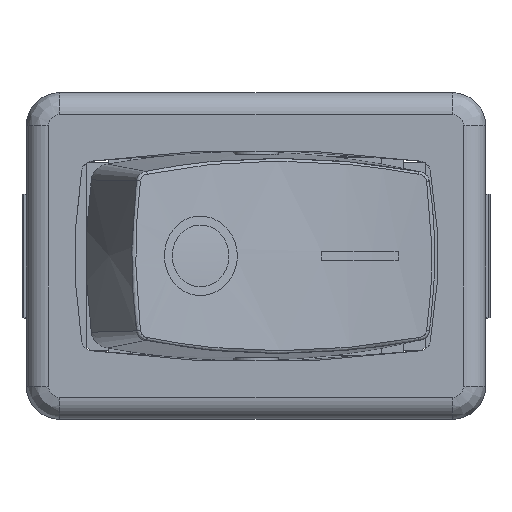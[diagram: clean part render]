
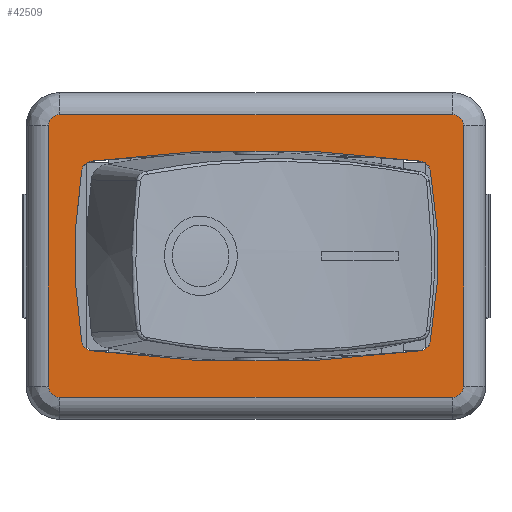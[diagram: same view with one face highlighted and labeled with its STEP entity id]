
A CAD part, top view. The second image highlights one B-rep face of the part: STEP entity #42509.
In plain terms, the highlighted planar face has unit normal (0, 0, 1).
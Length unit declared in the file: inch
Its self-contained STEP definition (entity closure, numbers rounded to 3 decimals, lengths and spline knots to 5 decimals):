
#33541=CARTESIAN_POINT('',(0.29401,-0.16911,0.62992));
#33542=VERTEX_POINT('',#33541);
#33549=CARTESIAN_POINT('',(0.31071,-0.15309,0.62992));
#33550=VERTEX_POINT('',#33549);
#33551=CARTESIAN_POINT('',(0.29134,-0.14961,0.62992));
#33552=DIRECTION('',(0.0,0.0,-1.0));
#33553=DIRECTION('',(-0.136,0.991,0.0));
#33554=AXIS2_PLACEMENT_3D('',#33551,#33552,#33553);
#33555=CIRCLE('',#33554,0.01969);
#33556=EDGE_CURVE('',#33550,#33542,#33555,.T.);
#33592=CARTESIAN_POINT('',(-0.29401,-0.16911,0.62992));
#33593=VERTEX_POINT('',#33592);
#33600=CARTESIAN_POINT('',(0.,1.97619,0.62992));
#33601=DIRECTION('',(0.0,0.0,-1.0));
#33602=DIRECTION('',(0.136,0.991,0.0));
#33603=AXIS2_PLACEMENT_3D('',#33600,#33601,#33602);
#33604=CIRCLE('',#33603,2.16535);
#33605=EDGE_CURVE('',#33542,#33593,#33604,.T.);
#33768=CARTESIAN_POINT('',(-0.31077,-0.15275,0.62992));
#33769=VERTEX_POINT('',#33768);
#33776=CARTESIAN_POINT('',(-0.29134,-0.14961,0.62992));
#33777=DIRECTION('',(0.0,0.0,-1.0));
#33778=DIRECTION('',(0.987,0.16,0.0));
#33779=AXIS2_PLACEMENT_3D('',#33776,#33777,#33778);
#33780=CIRCLE('',#33779,0.01969);
#33781=EDGE_CURVE('',#33593,#33769,#33780,.T.);
#41831=CARTESIAN_POINT('',(0.31071,0.15309,0.62992));
#41832=VERTEX_POINT('',#41831);
#41833=CARTESIAN_POINT('',(-0.54179,0.,0.62992));
#41834=DIRECTION('',(0.0,0.0,-1.0));
#41835=DIRECTION('',(-0.984,0.177,0.0));
#41836=AXIS2_PLACEMENT_3D('',#41833,#41834,#41835);
#41837=CIRCLE('',#41836,0.86614);
#41838=EDGE_CURVE('',#41832,#33550,#41837,.T.);
#41857=CARTESIAN_POINT('',(0.29401,0.16911,0.62992));
#41858=VERTEX_POINT('',#41857);
#41859=CARTESIAN_POINT('',(0.29134,0.14961,0.62992));
#41860=DIRECTION('',(0.0,0.0,-1.0));
#41861=DIRECTION('',(-0.984,-0.177,0.0));
#41862=AXIS2_PLACEMENT_3D('',#41859,#41860,#41861);
#41863=CIRCLE('',#41862,0.01969);
#41864=EDGE_CURVE('',#41858,#41832,#41863,.T.);
#41883=CARTESIAN_POINT('',(-0.29401,0.16911,0.62992));
#41884=VERTEX_POINT('',#41883);
#41885=CARTESIAN_POINT('',(0.,-1.97619,0.62992));
#41886=DIRECTION('',(0.0,0.0,-1.0));
#41887=DIRECTION('',(-0.136,-0.991,0.0));
#41888=AXIS2_PLACEMENT_3D('',#41885,#41886,#41887);
#41889=CIRCLE('',#41888,2.16535);
#41890=EDGE_CURVE('',#41884,#41858,#41889,.T.);
#41917=CARTESIAN_POINT('',(-0.31077,0.15275,0.62992));
#41918=VERTEX_POINT('',#41917);
#41919=CARTESIAN_POINT('',(-0.29134,0.14961,0.62992));
#41920=DIRECTION('',(0.0,0.0,-1.0));
#41921=DIRECTION('',(0.136,-0.991,0.0));
#41922=AXIS2_PLACEMENT_3D('',#41919,#41920,#41921);
#41923=CIRCLE('',#41922,0.01969);
#41924=EDGE_CURVE('',#41918,#41884,#41923,.T.);
#41944=CARTESIAN_POINT('',(0.63205,0.,0.62992));
#41945=DIRECTION('',(0.0,0.0,-1.0));
#41946=DIRECTION('',(0.987,-0.16,0.0));
#41947=AXIS2_PLACEMENT_3D('',#41944,#41945,#41946);
#41948=CIRCLE('',#41947,0.95512);
#41949=EDGE_CURVE('',#33769,#41918,#41948,.T.);
#41962=CARTESIAN_POINT('',(0.37008,0.23228,0.62992));
#41963=VERTEX_POINT('',#41962);
#41971=CARTESIAN_POINT('',(0.37008,-0.23228,0.62992));
#41972=VERTEX_POINT('',#41971);
#41973=CARTESIAN_POINT('',(0.37008,0.23228,0.62992));
#41974=DIRECTION('',(0.0,-1.0,0.0));
#41975=VECTOR('',#41974,0.46457);
#41976=LINE('',#41973,#41975);
#41977=EDGE_CURVE('',#41963,#41972,#41976,.T.);
#42052=CARTESIAN_POINT('',(0.35039,0.25197,0.62992));
#42053=VERTEX_POINT('',#42052);
#42061=CARTESIAN_POINT('',(0.35039,0.23228,0.62992));
#42062=DIRECTION('',(0.0,0.0,-1.0));
#42063=DIRECTION('',(0.707,0.707,0.0));
#42064=AXIS2_PLACEMENT_3D('',#42061,#42062,#42063);
#42065=CIRCLE('',#42064,0.01969);
#42066=EDGE_CURVE('',#42053,#41963,#42065,.T.);
#42132=CARTESIAN_POINT('',(0.35039,-0.25197,0.62992));
#42133=VERTEX_POINT('',#42132);
#42151=CARTESIAN_POINT('',(0.35039,-0.23228,0.62992));
#42152=DIRECTION('',(0.0,0.0,-1.0));
#42153=DIRECTION('',(0.707,-0.707,0.0));
#42154=AXIS2_PLACEMENT_3D('',#42151,#42152,#42153);
#42155=CIRCLE('',#42154,0.01969);
#42156=EDGE_CURVE('',#41972,#42133,#42155,.T.);
#42168=CARTESIAN_POINT('',(-0.35039,0.25197,0.62992));
#42169=VERTEX_POINT('',#42168);
#42177=CARTESIAN_POINT('',(-0.35039,0.25197,0.62992));
#42178=DIRECTION('',(1.0,0.0,0.0));
#42179=VECTOR('',#42178,0.70079);
#42180=LINE('',#42177,#42179);
#42181=EDGE_CURVE('',#42169,#42053,#42180,.T.);
#42198=CARTESIAN_POINT('',(-0.35039,-0.25197,0.62992));
#42199=VERTEX_POINT('',#42198);
#42216=CARTESIAN_POINT('',(0.35039,-0.25197,0.62992));
#42217=DIRECTION('',(-1.0,0.0,0.0));
#42218=VECTOR('',#42217,0.70079);
#42219=LINE('',#42216,#42218);
#42220=EDGE_CURVE('',#42133,#42199,#42219,.T.);
#42280=CARTESIAN_POINT('',(-0.37008,0.23228,0.62992));
#42281=VERTEX_POINT('',#42280);
#42289=CARTESIAN_POINT('',(-0.35039,0.23228,0.62992));
#42290=DIRECTION('',(0.0,0.0,-1.0));
#42291=DIRECTION('',(-0.707,0.707,0.0));
#42292=AXIS2_PLACEMENT_3D('',#42289,#42290,#42291);
#42293=CIRCLE('',#42292,0.01969);
#42294=EDGE_CURVE('',#42281,#42169,#42293,.T.);
#42360=CARTESIAN_POINT('',(-0.37008,-0.23228,0.62992));
#42361=VERTEX_POINT('',#42360);
#42379=CARTESIAN_POINT('',(-0.35039,-0.23228,0.62992));
#42380=DIRECTION('',(0.0,0.0,-1.0));
#42381=DIRECTION('',(-0.707,-0.707,0.0));
#42382=AXIS2_PLACEMENT_3D('',#42379,#42380,#42381);
#42383=CIRCLE('',#42382,0.01969);
#42384=EDGE_CURVE('',#42199,#42361,#42383,.T.);
#42402=CARTESIAN_POINT('',(-0.37008,-0.23228,0.62992));
#42403=DIRECTION('',(0.0,1.0,0.0));
#42404=VECTOR('',#42403,0.46457);
#42405=LINE('',#42402,#42404);
#42406=EDGE_CURVE('',#42361,#42281,#42405,.T.);
#42484=CARTESIAN_POINT('',(0.40709,0.27717,0.62992));
#42485=DIRECTION('',(0.0,0.0,1.0));
#42486=DIRECTION('',(1.0,0.0,0.0));
#42487=AXIS2_PLACEMENT_3D('',#42484,#42485,#42486);
#42488=PLANE('',#42487);
#42489=ORIENTED_EDGE('',*,*,#41977,.F.);
#42490=ORIENTED_EDGE('',*,*,#42066,.F.);
#42491=ORIENTED_EDGE('',*,*,#42181,.F.);
#42492=ORIENTED_EDGE('',*,*,#42294,.F.);
#42493=ORIENTED_EDGE('',*,*,#42406,.F.);
#42494=ORIENTED_EDGE('',*,*,#42384,.F.);
#42495=ORIENTED_EDGE('',*,*,#42220,.F.);
#42496=ORIENTED_EDGE('',*,*,#42156,.F.);
#42497=EDGE_LOOP('',(#42489,#42490,#42491,#42492,#42493,#42494,#42495,#42496));
#42498=FACE_OUTER_BOUND('',#42497,.T.);
#42499=ORIENTED_EDGE('',*,*,#33605,.T.);
#42500=ORIENTED_EDGE('',*,*,#33781,.T.);
#42501=ORIENTED_EDGE('',*,*,#41949,.T.);
#42502=ORIENTED_EDGE('',*,*,#41924,.T.);
#42503=ORIENTED_EDGE('',*,*,#41890,.T.);
#42504=ORIENTED_EDGE('',*,*,#41864,.T.);
#42505=ORIENTED_EDGE('',*,*,#41838,.T.);
#42506=ORIENTED_EDGE('',*,*,#33556,.T.);
#42507=EDGE_LOOP('',(#42499,#42500,#42501,#42502,#42503,#42504,#42505,#42506));
#42508=FACE_BOUND('',#42507,.T.);
#42509=ADVANCED_FACE('',(#42498,#42508),#42488,.T.);
